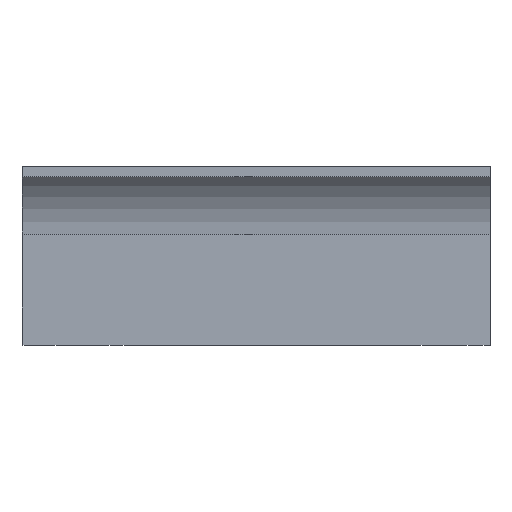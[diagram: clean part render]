
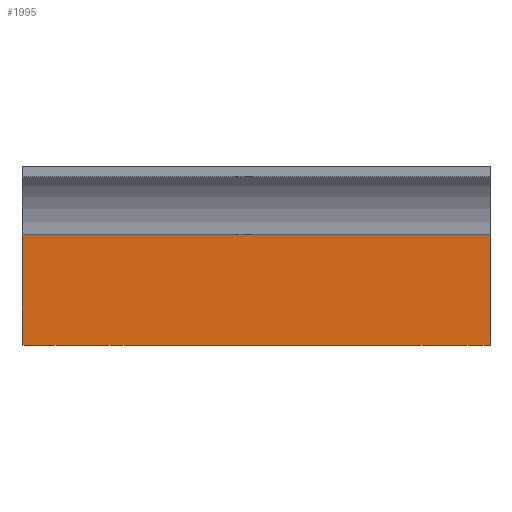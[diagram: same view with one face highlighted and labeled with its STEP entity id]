
A CAD part, front view. The second image highlights one B-rep face of the part: STEP entity #1995.
In plain terms, the highlighted planar face has unit normal (0, -1, 0).
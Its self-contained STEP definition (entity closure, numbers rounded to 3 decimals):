
#32 = PLANE('',#33);
#33 = AXIS2_PLACEMENT_3D('',#34,#35,#36);
#34 = CARTESIAN_POINT('',(19.,47.,0.));
#35 = DIRECTION('',(1.,0.,0.));
#36 = DIRECTION('',(0.,-1.,0.));
#116 = VERTEX_POINT('',#117);
#117 = CARTESIAN_POINT('',(19.,0.,9.));
#130 = PLANE('',#131);
#131 = AXIS2_PLACEMENT_3D('',#132,#133,#134);
#132 = CARTESIAN_POINT('',(-20.,-2.,9.));
#133 = DIRECTION('',(0.,0.,1.));
#134 = DIRECTION('',(1.,0.,0.));
#141 = EDGE_CURVE('',#142,#116,#144,.T.);
#142 = VERTEX_POINT('',#143);
#143 = CARTESIAN_POINT('',(19.,0.,0.));
#144 = SURFACE_CURVE('',#145,(#149,#156),.PCURVE_S1.);
#145 = LINE('',#146,#147);
#146 = CARTESIAN_POINT('',(19.,0.,0.));
#147 = VECTOR('',#148,1.);
#148 = DIRECTION('',(0.,0.,1.));
#149 = PCURVE('',#32,#150);
#150 = DEFINITIONAL_REPRESENTATION('',(#151),#155);
#151 = LINE('',#152,#153);
#152 = CARTESIAN_POINT('',(47.,0.));
#153 = VECTOR('',#154,1.);
#154 = DIRECTION('',(0.,-1.));
#155 = ( GEOMETRIC_REPRESENTATION_CONTEXT(2) 
PARAMETRIC_REPRESENTATION_CONTEXT() REPRESENTATION_CONTEXT('2D SPACE',''
  ) );
#156 = PCURVE('',#157,#162);
#157 = PLANE('',#158);
#158 = AXIS2_PLACEMENT_3D('',#159,#160,#161);
#159 = CARTESIAN_POINT('',(19.,0.,0.));
#160 = DIRECTION('',(0.,-1.,0.));
#161 = DIRECTION('',(-1.,0.,0.));
#162 = DEFINITIONAL_REPRESENTATION('',(#163),#167);
#163 = LINE('',#164,#165);
#164 = CARTESIAN_POINT('',(0.,-0.));
#165 = VECTOR('',#166,1.);
#166 = DIRECTION('',(0.,-1.));
#167 = ( GEOMETRIC_REPRESENTATION_CONTEXT(2) 
PARAMETRIC_REPRESENTATION_CONTEXT() REPRESENTATION_CONTEXT('2D SPACE',''
  ) );
#185 = PLANE('',#186);
#186 = AXIS2_PLACEMENT_3D('',#187,#188,#189);
#187 = CARTESIAN_POINT('',(0.,25.313,0.));
#188 = DIRECTION('',(-0.,-0.,-1.));
#189 = DIRECTION('',(-1.,0.,0.));
#1108 = PLANE('',#1109);
#1109 = AXIS2_PLACEMENT_3D('',#1110,#1111,#1112);
#1110 = CARTESIAN_POINT('',(-19.,0.,0.));
#1111 = DIRECTION('',(-1.,0.,0.));
#1112 = DIRECTION('',(0.,1.,0.));
#1956 = VERTEX_POINT('',#1957);
#1957 = CARTESIAN_POINT('',(-19.,0.,9.));
#1976 = EDGE_CURVE('',#116,#1956,#1977,.T.);
#1977 = SURFACE_CURVE('',#1978,(#1982,#1988),.PCURVE_S1.);
#1978 = LINE('',#1979,#1980);
#1979 = CARTESIAN_POINT('',(-0.5,0.,9.));
#1980 = VECTOR('',#1981,1.);
#1981 = DIRECTION('',(-1.,0.,0.));
#1982 = PCURVE('',#130,#1983);
#1983 = DEFINITIONAL_REPRESENTATION('',(#1984),#1987);
#1984 = B_SPLINE_CURVE_WITH_KNOTS('',1,(#1985,#1986),.UNSPECIFIED.,.F.,
  .F.,(2,2),(-19.5,18.5),.PIECEWISE_BEZIER_KNOTS.);
#1985 = CARTESIAN_POINT('',(39.,2.));
#1986 = CARTESIAN_POINT('',(1.,2.));
#1987 = ( GEOMETRIC_REPRESENTATION_CONTEXT(2) 
PARAMETRIC_REPRESENTATION_CONTEXT() REPRESENTATION_CONTEXT('2D SPACE',''
  ) );
#1988 = PCURVE('',#157,#1989);
#1989 = DEFINITIONAL_REPRESENTATION('',(#1990),#1993);
#1990 = B_SPLINE_CURVE_WITH_KNOTS('',1,(#1991,#1992),.UNSPECIFIED.,.F.,
  .F.,(2,2),(-19.5,18.5),.PIECEWISE_BEZIER_KNOTS.);
#1991 = CARTESIAN_POINT('',(0.,-9.));
#1992 = CARTESIAN_POINT('',(38.,-9.));
#1993 = ( GEOMETRIC_REPRESENTATION_CONTEXT(2) 
PARAMETRIC_REPRESENTATION_CONTEXT() REPRESENTATION_CONTEXT('2D SPACE',''
  ) );
#1995 = ADVANCED_FACE('',(#1996),#157,.T.);
#1996 = FACE_BOUND('',#1997,.T.);
#1997 = EDGE_LOOP('',(#1998,#2021,#2022,#2023));
#1998 = ORIENTED_EDGE('',*,*,#1999,.F.);
#1999 = EDGE_CURVE('',#142,#2000,#2002,.T.);
#2000 = VERTEX_POINT('',#2001);
#2001 = CARTESIAN_POINT('',(-19.,0.,0.));
#2002 = SURFACE_CURVE('',#2003,(#2007,#2014),.PCURVE_S1.);
#2003 = LINE('',#2004,#2005);
#2004 = CARTESIAN_POINT('',(19.,0.,0.));
#2005 = VECTOR('',#2006,1.);
#2006 = DIRECTION('',(-1.,0.,0.));
#2007 = PCURVE('',#157,#2008);
#2008 = DEFINITIONAL_REPRESENTATION('',(#2009),#2013);
#2009 = LINE('',#2010,#2011);
#2010 = CARTESIAN_POINT('',(0.,-0.));
#2011 = VECTOR('',#2012,1.);
#2012 = DIRECTION('',(1.,0.));
#2013 = ( GEOMETRIC_REPRESENTATION_CONTEXT(2) 
PARAMETRIC_REPRESENTATION_CONTEXT() REPRESENTATION_CONTEXT('2D SPACE',''
  ) );
#2014 = PCURVE('',#185,#2015);
#2015 = DEFINITIONAL_REPRESENTATION('',(#2016),#2020);
#2016 = LINE('',#2017,#2018);
#2017 = CARTESIAN_POINT('',(-19.,-25.313));
#2018 = VECTOR('',#2019,1.);
#2019 = DIRECTION('',(1.,0.));
#2020 = ( GEOMETRIC_REPRESENTATION_CONTEXT(2) 
PARAMETRIC_REPRESENTATION_CONTEXT() REPRESENTATION_CONTEXT('2D SPACE',''
  ) );
#2021 = ORIENTED_EDGE('',*,*,#141,.T.);
#2022 = ORIENTED_EDGE('',*,*,#1976,.T.);
#2023 = ORIENTED_EDGE('',*,*,#2024,.F.);
#2024 = EDGE_CURVE('',#2000,#1956,#2025,.T.);
#2025 = SURFACE_CURVE('',#2026,(#2030,#2037),.PCURVE_S1.);
#2026 = LINE('',#2027,#2028);
#2027 = CARTESIAN_POINT('',(-19.,0.,0.));
#2028 = VECTOR('',#2029,1.);
#2029 = DIRECTION('',(0.,0.,1.));
#2030 = PCURVE('',#157,#2031);
#2031 = DEFINITIONAL_REPRESENTATION('',(#2032),#2036);
#2032 = LINE('',#2033,#2034);
#2033 = CARTESIAN_POINT('',(38.,0.));
#2034 = VECTOR('',#2035,1.);
#2035 = DIRECTION('',(0.,-1.));
#2036 = ( GEOMETRIC_REPRESENTATION_CONTEXT(2) 
PARAMETRIC_REPRESENTATION_CONTEXT() REPRESENTATION_CONTEXT('2D SPACE',''
  ) );
#2037 = PCURVE('',#1108,#2038);
#2038 = DEFINITIONAL_REPRESENTATION('',(#2039),#2043);
#2039 = LINE('',#2040,#2041);
#2040 = CARTESIAN_POINT('',(0.,0.));
#2041 = VECTOR('',#2042,1.);
#2042 = DIRECTION('',(0.,-1.));
#2043 = ( GEOMETRIC_REPRESENTATION_CONTEXT(2) 
PARAMETRIC_REPRESENTATION_CONTEXT() REPRESENTATION_CONTEXT('2D SPACE',''
  ) );
